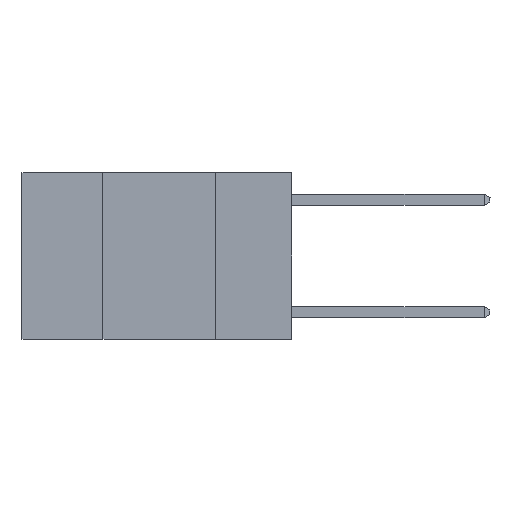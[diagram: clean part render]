
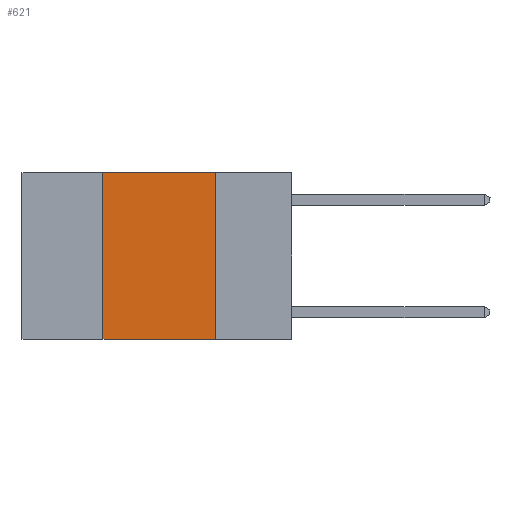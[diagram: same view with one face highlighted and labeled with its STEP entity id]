
A CAD part, left-side view. The second image highlights one B-rep face of the part: STEP entity #621.
In plain terms, the highlighted planar face has unit normal (-1, 0, 0).
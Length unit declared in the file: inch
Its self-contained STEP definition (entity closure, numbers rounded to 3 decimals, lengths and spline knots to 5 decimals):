
#80 = CARTESIAN_POINT ( 'NONE',  ( 0., 0.42, 0. ) ) ;
#372 = VECTOR ( 'NONE', #1388, 39.37008 ) ;
#382 = ORIENTED_EDGE ( 'NONE', *, *, #1512, .F. ) ;
#404 = CARTESIAN_POINT ( 'NONE',  ( 0., 0.17, 0. ) ) ;
#533 = ORIENTED_EDGE ( 'NONE', *, *, #3095, .F. ) ;
#621 = ADVANCED_FACE ( 'NONE', ( #6170 ), #7504, .F. ) ;
#919 = LINE ( 'NONE', #8068, #2754 ) ;
#999 = VECTOR ( 'NONE', #2618, 39.37008 ) ;
#1047 = CARTESIAN_POINT ( 'NONE',  ( 0., 0.17, -0.37 ) ) ;
#1388 = DIRECTION ( 'NONE',  ( 0., -1., 0. ) ) ;
#1512 = EDGE_CURVE ( 'NONE', #2179, #1909, #3425, .T. ) ;
#1709 = DIRECTION ( 'NONE',  ( 1., 0., 0. ) ) ;
#1909 = VERTEX_POINT ( 'NONE', #404 ) ;
#2179 = VERTEX_POINT ( 'NONE', #80 ) ;
#2618 = DIRECTION ( 'NONE',  ( 0., 0., 1. ) ) ;
#2754 = VECTOR ( 'NONE', #6098, 39.37008 ) ;
#2920 = CARTESIAN_POINT ( 'NONE',  ( 0., 0.6, 0. ) ) ;
#3051 = ORIENTED_EDGE ( 'NONE', *, *, #4141, .F. ) ;
#3095 = EDGE_CURVE ( 'NONE', #1909, #5897, #4438, .T. ) ;
#3425 = LINE ( 'NONE', #6054, #372 ) ;
#3499 = EDGE_LOOP ( 'NONE', ( #533, #382, #3051, #5670 ) ) ;
#3648 = AXIS2_PLACEMENT_3D ( 'NONE', #2920, #1709, #3671 ) ;
#3671 = DIRECTION ( 'NONE',  ( 0., 0., -1. ) ) ;
#3803 = DIRECTION ( 'NONE',  ( 0., 0., -1. ) ) ;
#4141 = EDGE_CURVE ( 'NONE', #7078, #2179, #6606, .T. ) ;
#4438 = LINE ( 'NONE', #7679, #8395 ) ;
#4566 = CARTESIAN_POINT ( 'NONE',  ( 0., 0.42, 0. ) ) ;
#4581 = CARTESIAN_POINT ( 'NONE',  ( 0., 0.42, -0.37 ) ) ;
#4961 = EDGE_CURVE ( 'NONE', #7078, #5897, #919, .T. ) ;
#5670 = ORIENTED_EDGE ( 'NONE', *, *, #4961, .T. ) ;
#5897 = VERTEX_POINT ( 'NONE', #1047 ) ;
#6054 = CARTESIAN_POINT ( 'NONE',  ( 0., 0.6, 0. ) ) ;
#6098 = DIRECTION ( 'NONE',  ( 0., -1., 0. ) ) ;
#6170 = FACE_OUTER_BOUND ( 'NONE', #3499, .T. ) ;
#6606 = LINE ( 'NONE', #4566, #999 ) ;
#7078 = VERTEX_POINT ( 'NONE', #4581 ) ;
#7504 = PLANE ( 'NONE',  #3648 ) ;
#7679 = CARTESIAN_POINT ( 'NONE',  ( 0., 0.17, 0. ) ) ;
#8068 = CARTESIAN_POINT ( 'NONE',  ( 0., 0.6, -0.37 ) ) ;
#8395 = VECTOR ( 'NONE', #3803, 39.37008 ) ;
